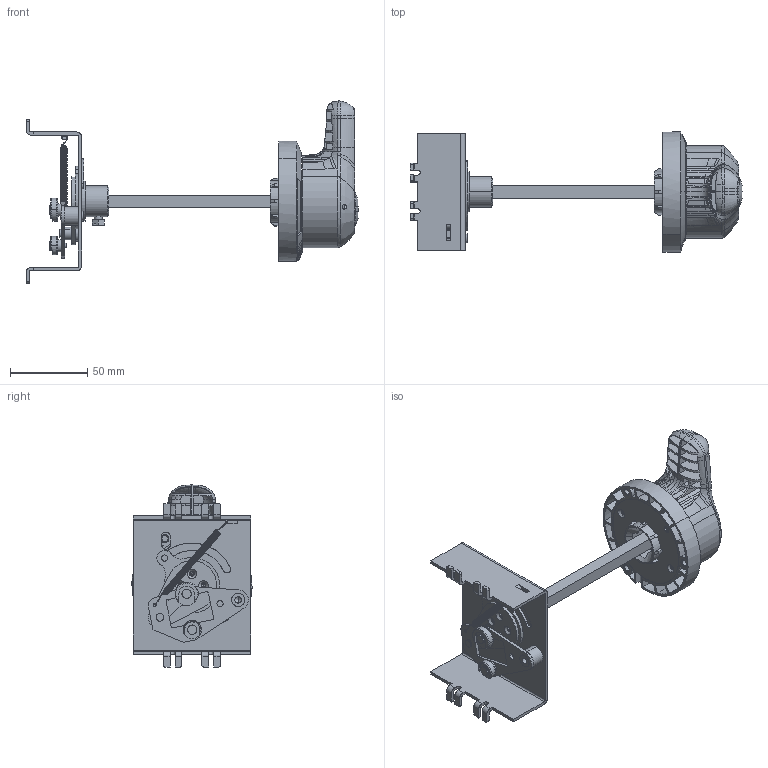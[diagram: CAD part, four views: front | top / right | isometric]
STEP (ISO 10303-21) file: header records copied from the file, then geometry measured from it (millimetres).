
FILE_DESCRIPTION((''),'2;1');
FILE_NAME('NXM___-125_1_ASM_1_ASM_1_ASM','2022-11-27T09:00:52',('liq1'),(''),'CREO PARAMETRIC BY PTC INC, 2020044','CREO PARAMETRIC BY PTC INC, 2020044','');
FILE_SCHEMA(('CONFIG_CONTROL_DESIGN','SHAPE_APPEARANCE_LAYERS_GROUPS'));
Products named in the file (28): WL8_024_1077_1_1; WF8_200_500_1_1; WF8_156_514_1_1; WF8_205_692_1_1; WF8_140_597_1_1; WL8_232_121_1_1; WF8_205_592_1_1; WF8_205_693_1_1; 16MM_1_1; 12MM_1_1; 00; SHOUCAO65_1_13; 8ZTD2061560; SHOUCAO65_1_2; SHOUCAO65_1_3; _20; BM4X12_GBT809_SOLID_1-100; BM4X12_GBT809_SOLID_1-101; JIZHUOLUOMU_SOLID_1-102; JIZHUOLUOMU_SOLID_1-103; SHOUCAO65_1_9; SHOUCAO65_1_7; SHOUCAO65_1_10; SHOUCAO65_1_ASM; LIANDONGJIAN01; SHOUCAO65_ASM; 5X8; NXM___-125_1_ASM_1_ASM_1_ASM
Assembly tree (29 placements, depth 4):
  NXM___-125_1_ASM_1_ASM_1_ASM
    WL8_024_1077_1_1
    WF8_200_500_1_1
    WF8_156_514_1_1
    WF8_205_692_1_1
    WF8_140_597_1_1
    WL8_232_121_1_1
    WF8_205_592_1_1
    WF8_205_693_1_1  x2
    16MM_1_1
    12MM_1_1
    00
    SHOUCAO65_ASM
      SHOUCAO65_1_ASM
        SHOUCAO65_1_13
        8ZTD2061560
        SHOUCAO65_1_2
        SHOUCAO65_1_3
        _20
        BM4X12_GBT809_SOLID_1-100
        BM4X12_GBT809_SOLID_1-101
        JIZHUOLUOMU_SOLID_1-102
        JIZHUOLUOMU_SOLID_1-103
        SHOUCAO65_1_9
        SHOUCAO65_1_7
        SHOUCAO65_1_10
      LIANDONGJIAN01  x2
    5X8
Bounding box: 215.35 x 77.92 x 118.07 mm (x, y, z)
Volume: 132806.7 mm3; surface area: 138021.6 mm2
Topology: 27 solids, 29 shells, 2177 faces, 6002 edges, 3996 vertices
Faces by surface type: plane 1058, cylinder 592, bspline 273, cone 128, extrusion 84, torus 28, sphere 12, revolution 2
Entity records: 113752 total; most frequent: CARTESIAN_POINT 60696, ORIENTED_EDGE 11486, DIRECTION 9403, EDGE_CURVE 5743, VERTEX_POINT 3842, AXIS2_PLACEMENT_3D 3279, VECTOR 2843, LINE 2759
